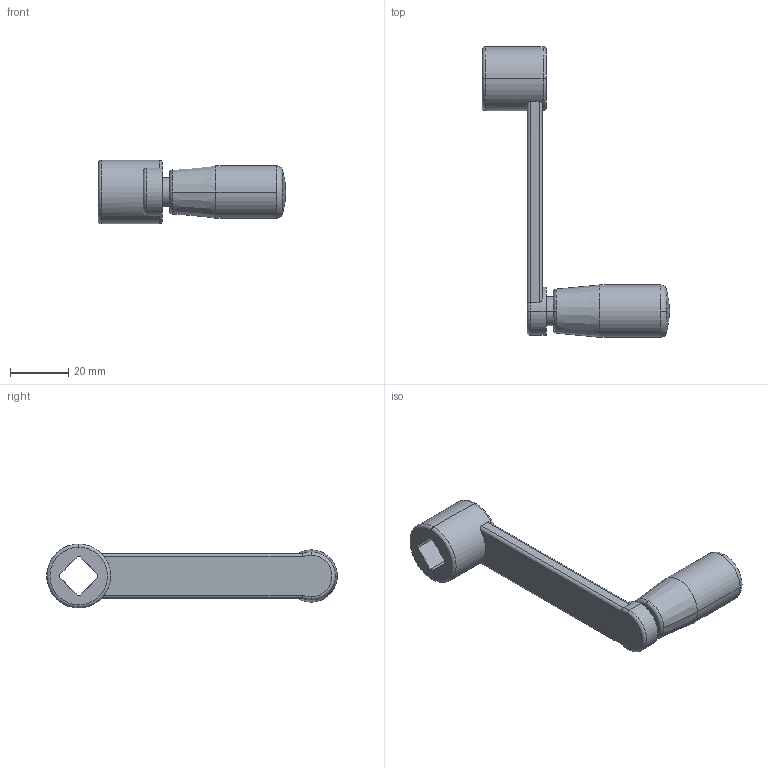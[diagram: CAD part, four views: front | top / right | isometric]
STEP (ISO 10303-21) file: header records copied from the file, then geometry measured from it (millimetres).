
FILE_DESCRIPTION(('STEP AP214'),'1');
FILE_NAME(' ',' ',('TraceParts'),('TraceParts S.A.'),'XStep 1.0',' ',' ');
FILE_SCHEMA(('automotive_design'));
Length unit declared in the file: millimetre
Products named in the file (3): 1; 2; 3
Bounding box: 64.5 x 100 x 22 mm (x, y, z)
Volume: 22114.8 mm3; surface area: 8692 mm2
Topology: 3 solids, 3 shells, 55 faces, 144 edges, 96 vertices
Faces by surface type: plane 18, torus 13, cylinder 12, cone 10, sphere 2
Entity records: 3533 total; most frequent: CARTESIAN_POINT 481, DIRECTION 302, STYLED_ITEM 295, PRESENTATION_STYLE_ASSIGNMENT 295, COLOUR_RGB 295, ORIENTED_EDGE 288, EDGE_CURVE 144, CURVE_STYLE 144
